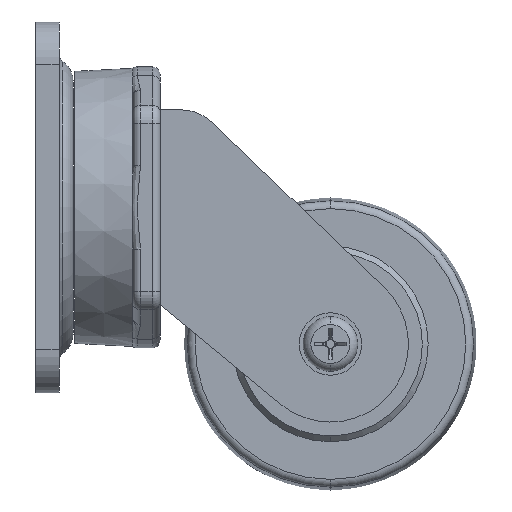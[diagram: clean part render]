
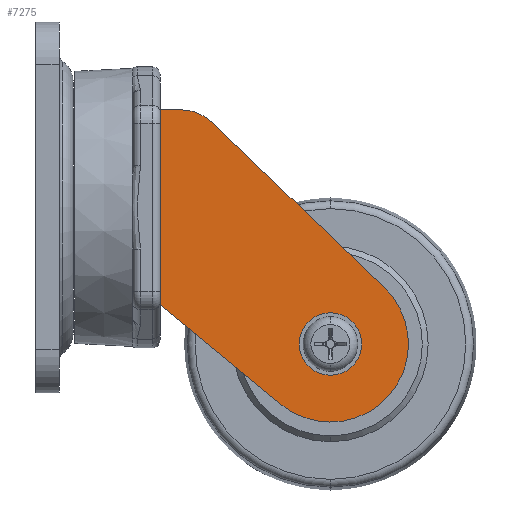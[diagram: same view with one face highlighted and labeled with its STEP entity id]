
A CAD part, left-side view. The second image highlights one B-rep face of the part: STEP entity #7275.
In plain terms, the highlighted planar face has unit normal (-1, 0, 0).
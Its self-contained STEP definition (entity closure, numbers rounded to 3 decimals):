
#228 = CIRCLE ( 'NONE', #6494, 6.15 ) ;
#270 = LINE ( 'NONE', #9963, #12122 ) ;
#839 = LINE ( 'NONE', #7493, #10745 ) ;
#871 = AXIS2_PLACEMENT_3D ( 'NONE', #11014, #9147, #3444 ) ;
#1341 = VERTEX_POINT ( 'NONE', #6114 ) ;
#1551 = EDGE_CURVE ( 'NONE', #10335, #5345, #5510, .T. ) ;
#1778 = VECTOR ( 'NONE', #4374, 1000. ) ;
#1832 = CARTESIAN_POINT ( 'NONE',  ( -29.5, -43.65, -35. ) ) ;
#2424 = LINE ( 'NONE', #2706, #4703 ) ;
#2462 = PLANE ( 'NONE',  #871 ) ;
#2706 = CARTESIAN_POINT ( 'NONE',  ( -29.5, 0., 25. ) ) ;
#2812 = DIRECTION ( 'NONE',  ( 0., 0., -1. ) ) ;
#2864 = VERTEX_POINT ( 'NONE', #3586 ) ;
#3276 = DIRECTION ( 'NONE',  ( 0., -0.722, -0.692 ) ) ;
#3346 = CARTESIAN_POINT ( 'NONE',  ( -29.5, -30.947, -50.448 ) ) ;
#3390 = EDGE_CURVE ( 'NONE', #8677, #2864, #2424, .T. ) ;
#3444 = DIRECTION ( 'NONE',  ( 0., 0., -1. ) ) ;
#3529 = CIRCLE ( 'NONE', #11184, 6.15 ) ;
#3553 = DIRECTION ( 'NONE',  ( 1., 0., 0. ) ) ;
#3586 = CARTESIAN_POINT ( 'NONE',  ( -29.5, 0., 25. ) ) ;
#4170 = EDGE_CURVE ( 'NONE', #1341, #6651, #228, .T. ) ;
#4374 = DIRECTION ( 'NONE',  ( 0., -1., 0. ) ) ;
#4592 = CARTESIAN_POINT ( 'NONE',  ( -29.5, -13.482, 21.659 ) ) ;
#4687 = VERTEX_POINT ( 'NONE', #3346 ) ;
#4703 = VECTOR ( 'NONE', #4748, 1000. ) ;
#4748 = DIRECTION ( 'NONE',  ( 0., 0., 1. ) ) ;
#5345 = VERTEX_POINT ( 'NONE', #9501 ) ;
#5510 = CIRCLE ( 'NONE', #6392, 12. ) ;
#5565 = EDGE_CURVE ( 'NONE', #4687, #8677, #839, .T. ) ;
#5590 = CARTESIAN_POINT ( 'NONE',  ( -29.5, 0., 25. ) ) ;
#6114 = CARTESIAN_POINT ( 'NONE',  ( -29.5, -43.65, -28.85 ) ) ;
#6392 = AXIS2_PLACEMENT_3D ( 'NONE', #8239, #8252, #8225 ) ;
#6494 = AXIS2_PLACEMENT_3D ( 'NONE', #10252, #10166, #10243 ) ;
#6576 = EDGE_CURVE ( 'NONE', #10335, #8674, #270, .T. ) ;
#6651 = VERTEX_POINT ( 'NONE', #11070 ) ;
#6693 = EDGE_CURVE ( 'NONE', #8674, #4687, #11238, .T. ) ;
#7240 = ORIENTED_EDGE ( 'NONE', *, *, #9940, .T. ) ;
#7258 = ORIENTED_EDGE ( 'NONE', *, *, #4170, .T. ) ;
#7275 = ADVANCED_FACE ( 'NONE', ( #8694, #11225 ), #2462, .F. ) ;
#7492 = DIRECTION ( 'NONE',  ( 0., 0.772, 0.635 ) ) ;
#7493 = CARTESIAN_POINT ( 'NONE',  ( -29.5, 0., -25. ) ) ;
#7545 = ORIENTED_EDGE ( 'NONE', *, *, #6693, .F. ) ;
#7837 = ORIENTED_EDGE ( 'NONE', *, *, #5565, .F. ) ;
#8151 = ORIENTED_EDGE ( 'NONE', *, *, #3390, .F. ) ;
#8225 = DIRECTION ( 'NONE',  ( 0., 0., -1. ) ) ;
#8239 = CARTESIAN_POINT ( 'NONE',  ( -29.5, -5.174, 13. ) ) ;
#8252 = DIRECTION ( 'NONE',  ( -1., 0., 0. ) ) ;
#8461 = ORIENTED_EDGE ( 'NONE', *, *, #8552, .F. ) ;
#8518 = DIRECTION ( 'NONE',  ( 1., 0., 0. ) ) ;
#8552 = EDGE_CURVE ( 'NONE', #2864, #5345, #9128, .T. ) ;
#8674 = VERTEX_POINT ( 'NONE', #11671 ) ;
#8677 = VERTEX_POINT ( 'NONE', #8767 ) ;
#8685 = AXIS2_PLACEMENT_3D ( 'NONE', #9248, #3553, #10205 ) ;
#8694 = FACE_OUTER_BOUND ( 'NONE', #11935, .T. ) ;
#8727 = ORIENTED_EDGE ( 'NONE', *, *, #1551, .T. ) ;
#8767 = CARTESIAN_POINT ( 'NONE',  ( -29.5, 0., -25. ) ) ;
#9067 = ORIENTED_EDGE ( 'NONE', *, *, #6576, .F. ) ;
#9128 = LINE ( 'NONE', #5590, #1778 ) ;
#9147 = DIRECTION ( 'NONE',  ( 1., 0., 0. ) ) ;
#9248 = CARTESIAN_POINT ( 'NONE',  ( -29.5, -43.65, -35. ) ) ;
#9501 = CARTESIAN_POINT ( 'NONE',  ( -29.5, -5.174, 25. ) ) ;
#9940 = EDGE_CURVE ( 'NONE', #6651, #1341, #3529, .T. ) ;
#9963 = CARTESIAN_POINT ( 'NONE',  ( -29.5, -10., 25. ) ) ;
#10166 = DIRECTION ( 'NONE',  ( 1., 0., 0. ) ) ;
#10205 = DIRECTION ( 'NONE',  ( 0., 0., -1. ) ) ;
#10243 = DIRECTION ( 'NONE',  ( 0., 0., -1. ) ) ;
#10252 = CARTESIAN_POINT ( 'NONE',  ( -29.5, -43.65, -35. ) ) ;
#10335 = VERTEX_POINT ( 'NONE', #4592 ) ;
#10745 = VECTOR ( 'NONE', #7492, 1000. ) ;
#11014 = CARTESIAN_POINT ( 'NONE',  ( -29.5, -43.65, -35. ) ) ;
#11050 = EDGE_LOOP ( 'NONE', ( #7258, #7240 ) ) ;
#11070 = CARTESIAN_POINT ( 'NONE',  ( -29.5, -43.65, -41.15 ) ) ;
#11184 = AXIS2_PLACEMENT_3D ( 'NONE', #1832, #8518, #2812 ) ;
#11225 = FACE_BOUND ( 'NONE', #11050, .T. ) ;
#11238 = CIRCLE ( 'NONE', #8685, 20. ) ;
#11671 = CARTESIAN_POINT ( 'NONE',  ( -29.5, -57.496, -20.568 ) ) ;
#11935 = EDGE_LOOP ( 'NONE', ( #9067, #8727, #8461, #8151, #7837, #7545 ) ) ;
#12122 = VECTOR ( 'NONE', #3276, 1000. ) ;
